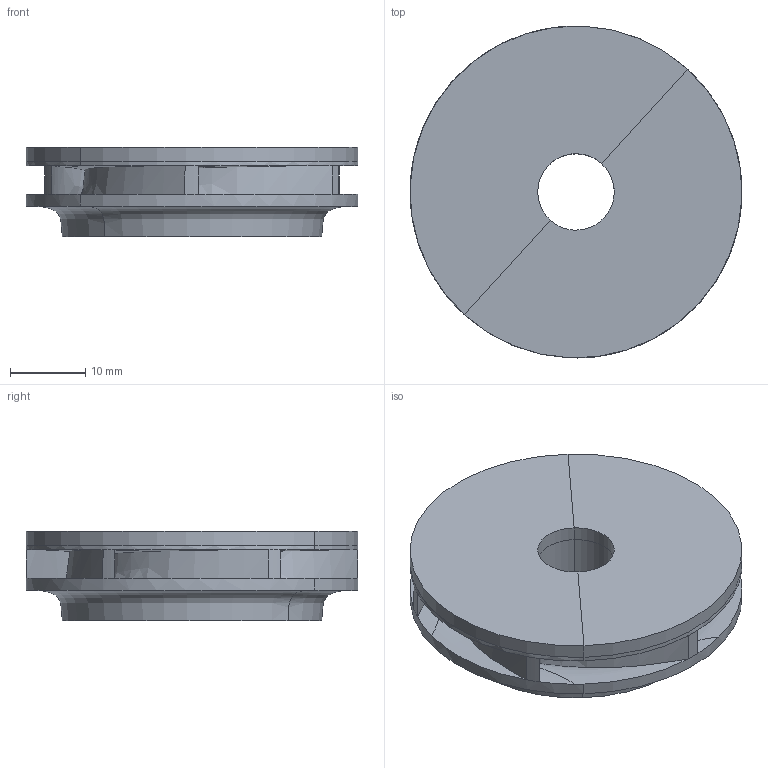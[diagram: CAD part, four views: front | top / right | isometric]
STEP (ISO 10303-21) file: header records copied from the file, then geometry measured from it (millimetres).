
FILE_DESCRIPTION(('Open CASCADE Model'),'2;1');
FILE_NAME('Open CASCADE Shape Model','2024-10-19T14:57:38',('Author'),( 'Open CASCADE'),'Open CASCADE STEP processor 7.6','Open CASCADE 7.6' ,'Unknown');
FILE_SCHEMA(('AUTOMOTIVE_DESIGN { 1 0 10303 214 1 1 1 1 }'));
Length unit declared in the file: millimetre
Products named in the file (1): [Impeller_2] Material domain
Bounding box: 44.08 x 44.09 x 11.88 mm (x, y, z)
Volume: 9032.3 mm3; surface area: 7769.3 mm2
Topology: 1 solids, 1 shells, 54 faces, 160 edges, 94 vertices
Faces by surface type: revolution 36, bspline 18
Entity records: 14476 total; most frequent: CARTESIAN_POINT 13191, ORIENTED_EDGE 320, DIRECTION 178, EDGE_CURVE 160, B_SPLINE_CURVE_WITH_KNOTS 126, VERTEX_POINT 94, AXIS2_PLACEMENT_3D 71, CIRCLE 70
